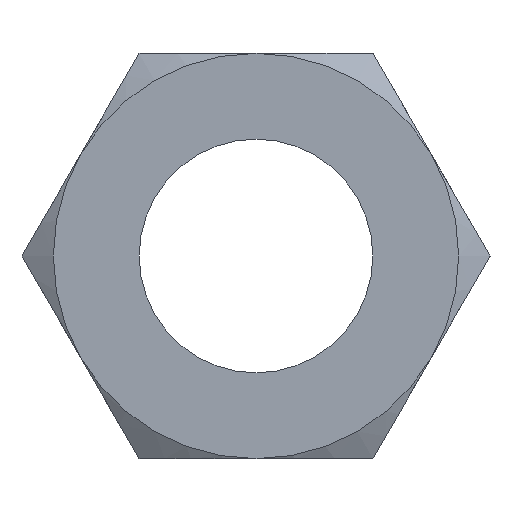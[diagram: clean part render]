
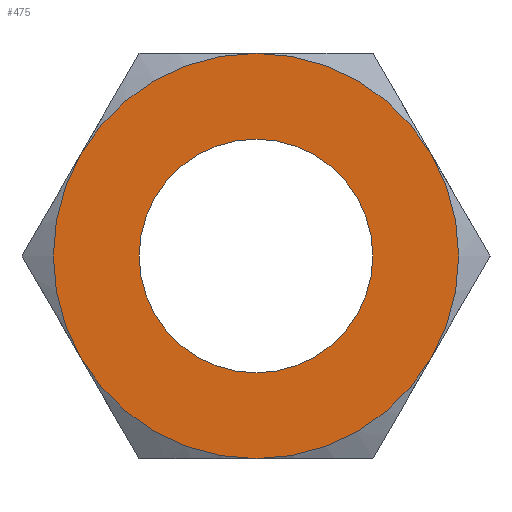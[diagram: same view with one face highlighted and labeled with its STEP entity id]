
A CAD part, front view. The second image highlights one B-rep face of the part: STEP entity #475.
In plain terms, the highlighted planar face has unit normal (0, -1, 0).
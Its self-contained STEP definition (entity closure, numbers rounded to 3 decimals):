
#1 = CARTESIAN_POINT ( 'NONE',  ( 6.917, -14.8, 0. ) ) ;
#11 = VERTEX_POINT ( 'NONE', #307 ) ;
#17 = CIRCLE ( 'NONE', #229, 12. ) ;
#60 = FACE_BOUND ( 'NONE', #332, .T. ) ;
#68 = ORIENTED_EDGE ( 'NONE', *, *, #417, .T. ) ;
#73 = VERTEX_POINT ( 'NONE', #697 ) ;
#90 = CARTESIAN_POINT ( 'NONE',  ( 10.392, -14.8, -6. ) ) ;
#124 = CIRCLE ( 'NONE', #643, 6.918 ) ;
#125 = DIRECTION ( 'NONE',  ( 0., 0., 1. ) ) ;
#145 = CARTESIAN_POINT ( 'NONE',  ( 10.392, -14.8, 6. ) ) ;
#158 = CARTESIAN_POINT ( 'NONE',  ( 0., -14.8, 0. ) ) ;
#163 = VERTEX_POINT ( 'NONE', #259 ) ;
#164 = CARTESIAN_POINT ( 'NONE',  ( 0., -14.8, -12. ) ) ;
#169 = CARTESIAN_POINT ( 'NONE',  ( 0., -14.8, 0. ) ) ;
#177 = DIRECTION ( 'NONE',  ( 0., 1., 0. ) ) ;
#184 = ORIENTED_EDGE ( 'NONE', *, *, #544, .F. ) ;
#193 = ORIENTED_EDGE ( 'NONE', *, *, #358, .F. ) ;
#194 = CARTESIAN_POINT ( 'NONE',  ( -10.392, -14.8, 6. ) ) ;
#202 = ORIENTED_EDGE ( 'NONE', *, *, #452, .T. ) ;
#229 = AXIS2_PLACEMENT_3D ( 'NONE', #169, #396, #710 ) ;
#248 = AXIS2_PLACEMENT_3D ( 'NONE', #674, #564, #367 ) ;
#250 = ORIENTED_EDGE ( 'NONE', *, *, #558, .F. ) ;
#254 = DIRECTION ( 'NONE',  ( 0., 0., 1. ) ) ;
#259 = CARTESIAN_POINT ( 'NONE',  ( 0., -14.8, 12. ) ) ;
#262 = CIRCLE ( 'NONE', #424, 12. ) ;
#290 = PLANE ( 'NONE',  #658 ) ;
#292 = DIRECTION ( 'NONE',  ( 0., 0., 1. ) ) ;
#295 = VERTEX_POINT ( 'NONE', #194 ) ;
#307 = CARTESIAN_POINT ( 'NONE',  ( 0., -14.8, 6.917 ) ) ;
#328 = AXIS2_PLACEMENT_3D ( 'NONE', #602, #663, #125 ) ;
#332 = EDGE_LOOP ( 'NONE', ( #202, #68 ) ) ;
#358 = EDGE_CURVE ( 'NONE', #541, #379, #17, .T. ) ;
#361 = VERTEX_POINT ( 'NONE', #528 ) ;
#366 = EDGE_CURVE ( 'NONE', #295, #163, #262, .T. ) ;
#367 = DIRECTION ( 'NONE',  ( 0., 0., 1. ) ) ;
#374 = CARTESIAN_POINT ( 'NONE',  ( 0., -14.8, 0. ) ) ;
#379 = VERTEX_POINT ( 'NONE', #164 ) ;
#396 = DIRECTION ( 'NONE',  ( 0., 1., 0. ) ) ;
#416 = AXIS2_PLACEMENT_3D ( 'NONE', #771, #711, #292 ) ;
#417 = EDGE_CURVE ( 'NONE', #73, #11, #124, .T. ) ;
#418 = DIRECTION ( 'NONE',  ( 0., 0., 1. ) ) ;
#420 = FACE_OUTER_BOUND ( 'NONE', #621, .T. ) ;
#422 = CARTESIAN_POINT ( 'NONE',  ( 0., -14.8, 0. ) ) ;
#424 = AXIS2_PLACEMENT_3D ( 'NONE', #158, #524, #641 ) ;
#438 = DIRECTION ( 'NONE',  ( 0., 0., 1. ) ) ;
#452 = EDGE_CURVE ( 'NONE', #11, #73, #743, .T. ) ;
#459 = AXIS2_PLACEMENT_3D ( 'NONE', #374, #610, #254 ) ;
#475 = ADVANCED_FACE ( 'NONE', ( #420, #60 ), #290, .F. ) ;
#483 = ORIENTED_EDGE ( 'NONE', *, *, #585, .F. ) ;
#487 = ORIENTED_EDGE ( 'NONE', *, *, #650, .F. ) ;
#489 = ORIENTED_EDGE ( 'NONE', *, *, #366, .F. ) ;
#491 = CIRCLE ( 'NONE', #459, 12. ) ;
#521 = CIRCLE ( 'NONE', #328, 12. ) ;
#522 = CIRCLE ( 'NONE', #569, 12. ) ;
#524 = DIRECTION ( 'NONE',  ( 0., 1., 0. ) ) ;
#526 = CARTESIAN_POINT ( 'NONE',  ( 0., -14.8, 0. ) ) ;
#528 = CARTESIAN_POINT ( 'NONE',  ( -10.392, -14.8, -6. ) ) ;
#541 = VERTEX_POINT ( 'NONE', #90 ) ;
#544 = EDGE_CURVE ( 'NONE', #163, #609, #522, .T. ) ;
#558 = EDGE_CURVE ( 'NONE', #361, #295, #521, .T. ) ;
#564 = DIRECTION ( 'NONE',  ( 0., 1., 0. ) ) ;
#569 = AXIS2_PLACEMENT_3D ( 'NONE', #422, #679, #438 ) ;
#585 = EDGE_CURVE ( 'NONE', #379, #361, #630, .T. ) ;
#602 = CARTESIAN_POINT ( 'NONE',  ( 0., -14.8, 0. ) ) ;
#609 = VERTEX_POINT ( 'NONE', #145 ) ;
#610 = DIRECTION ( 'NONE',  ( 0., 1., 0. ) ) ;
#621 = EDGE_LOOP ( 'NONE', ( #184, #489, #250, #483, #193, #487 ) ) ;
#630 = CIRCLE ( 'NONE', #248, 12. ) ;
#641 = DIRECTION ( 'NONE',  ( 0., 0., 1. ) ) ;
#643 = AXIS2_PLACEMENT_3D ( 'NONE', #526, #764, #418 ) ;
#650 = EDGE_CURVE ( 'NONE', #609, #541, #491, .T. ) ;
#651 = DIRECTION ( 'NONE',  ( 0., 0., 1. ) ) ;
#658 = AXIS2_PLACEMENT_3D ( 'NONE', #1, #177, #651 ) ;
#663 = DIRECTION ( 'NONE',  ( 0., 1., 0. ) ) ;
#674 = CARTESIAN_POINT ( 'NONE',  ( 0., -14.8, 0. ) ) ;
#679 = DIRECTION ( 'NONE',  ( 0., 1., 0. ) ) ;
#697 = CARTESIAN_POINT ( 'NONE',  ( 0., -14.8, -6.918 ) ) ;
#710 = DIRECTION ( 'NONE',  ( 0., 0., 1. ) ) ;
#711 = DIRECTION ( 'NONE',  ( 0., 1., 0. ) ) ;
#743 = CIRCLE ( 'NONE', #416, 6.918 ) ;
#764 = DIRECTION ( 'NONE',  ( 0., 1., 0. ) ) ;
#771 = CARTESIAN_POINT ( 'NONE',  ( 0., -14.8, 0. ) ) ;
